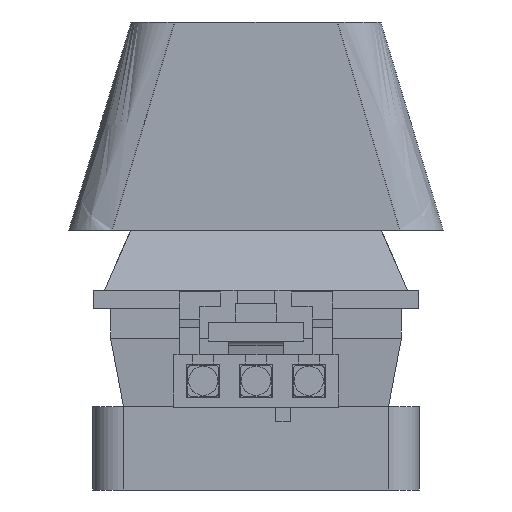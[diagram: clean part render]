
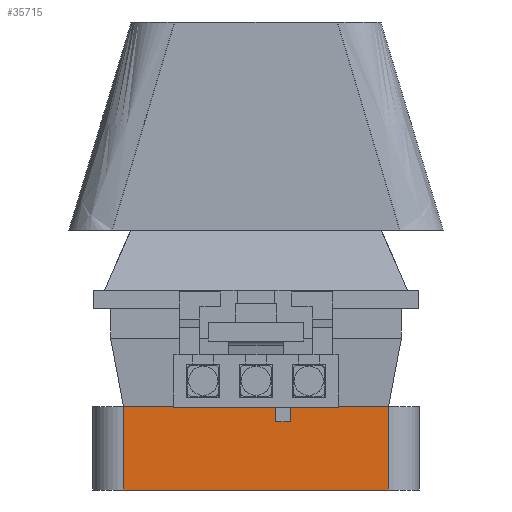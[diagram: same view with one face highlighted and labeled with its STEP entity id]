
A CAD part, front view. The second image highlights one B-rep face of the part: STEP entity #35715.
In plain terms, the highlighted planar face has unit normal (0, -1, 0).
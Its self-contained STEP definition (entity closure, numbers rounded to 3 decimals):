
#34675 = PLANE('',#34676);
#34676 = AXIS2_PLACEMENT_3D('',#34677,#34678,#34679);
#34677 = CARTESIAN_POINT('',(0.,-2.703,0.));
#34678 = DIRECTION('',(-0.,-0.,-1.));
#34679 = DIRECTION('',(-1.,0.,0.));
#34731 = PLANE('',#34732);
#34732 = AXIS2_PLACEMENT_3D('',#34733,#34734,#34735);
#34733 = CARTESIAN_POINT('',(0.,-2.703,-4.));
#34734 = DIRECTION('',(-0.,-0.,-1.));
#34735 = DIRECTION('',(-1.,0.,0.));
#34826 = VERTEX_POINT('',#34827);
#34827 = CARTESIAN_POINT('',(6.351,-13.236,0.));
#34842 = CYLINDRICAL_SURFACE('',#34843,1.5);
#34843 = AXIS2_PLACEMENT_3D('',#34844,#34845,#34846);
#34844 = CARTESIAN_POINT('',(6.351,-11.736,0.));
#34845 = DIRECTION('',(-0.,-0.,-1.));
#34846 = DIRECTION('',(1.,0.,0.));
#34854 = EDGE_CURVE('',#34826,#34855,#34857,.T.);
#34855 = VERTEX_POINT('',#34856);
#34856 = CARTESIAN_POINT('',(-6.351,-13.236,0.));
#34857 = SURFACE_CURVE('',#34858,(#34862,#34869),.PCURVE_S1.);
#34858 = LINE('',#34859,#34860);
#34859 = CARTESIAN_POINT('',(7.851,-13.236,0.));
#34860 = VECTOR('',#34861,1.);
#34861 = DIRECTION('',(-1.,0.,0.));
#34862 = PCURVE('',#34675,#34863);
#34863 = DEFINITIONAL_REPRESENTATION('',(#34864),#34868);
#34864 = LINE('',#34865,#34866);
#34865 = CARTESIAN_POINT('',(-7.851,-10.533));
#34866 = VECTOR('',#34867,1.);
#34867 = DIRECTION('',(1.,0.));
#34868 = ( GEOMETRIC_REPRESENTATION_CONTEXT(2) 
PARAMETRIC_REPRESENTATION_CONTEXT() REPRESENTATION_CONTEXT('2D SPACE',''
  ) );
#34869 = PCURVE('',#34870,#34875);
#34870 = PLANE('',#34871);
#34871 = AXIS2_PLACEMENT_3D('',#34872,#34873,#34874);
#34872 = CARTESIAN_POINT('',(7.851,-13.236,0.));
#34873 = DIRECTION('',(0.,1.,0.));
#34874 = DIRECTION('',(-1.,0.,0.));
#34875 = DEFINITIONAL_REPRESENTATION('',(#34876),#34880);
#34876 = LINE('',#34877,#34878);
#34877 = CARTESIAN_POINT('',(0.,0.));
#34878 = VECTOR('',#34879,1.);
#34879 = DIRECTION('',(1.,0.));
#34880 = ( GEOMETRIC_REPRESENTATION_CONTEXT(2) 
PARAMETRIC_REPRESENTATION_CONTEXT() REPRESENTATION_CONTEXT('2D SPACE',''
  ) );
#34903 = CYLINDRICAL_SURFACE('',#34904,1.5);
#34904 = AXIS2_PLACEMENT_3D('',#34905,#34906,#34907);
#34905 = CARTESIAN_POINT('',(-6.351,-11.736,0.));
#34906 = DIRECTION('',(-0.,-0.,-1.));
#34907 = DIRECTION('',(-1.,0.,0.));
#35312 = VERTEX_POINT('',#35313);
#35313 = CARTESIAN_POINT('',(6.351,-13.236,-4.));
#35335 = EDGE_CURVE('',#35312,#35336,#35338,.T.);
#35336 = VERTEX_POINT('',#35337);
#35337 = CARTESIAN_POINT('',(-6.351,-13.236,-4.));
#35338 = SURFACE_CURVE('',#35339,(#35343,#35350),.PCURVE_S1.);
#35339 = LINE('',#35340,#35341);
#35340 = CARTESIAN_POINT('',(7.851,-13.236,-4.));
#35341 = VECTOR('',#35342,1.);
#35342 = DIRECTION('',(-1.,0.,0.));
#35343 = PCURVE('',#34731,#35344);
#35344 = DEFINITIONAL_REPRESENTATION('',(#35345),#35349);
#35345 = LINE('',#35346,#35347);
#35346 = CARTESIAN_POINT('',(-7.851,-10.533));
#35347 = VECTOR('',#35348,1.);
#35348 = DIRECTION('',(1.,0.));
#35349 = ( GEOMETRIC_REPRESENTATION_CONTEXT(2) 
PARAMETRIC_REPRESENTATION_CONTEXT() REPRESENTATION_CONTEXT('2D SPACE',''
  ) );
#35350 = PCURVE('',#34870,#35351);
#35351 = DEFINITIONAL_REPRESENTATION('',(#35352),#35356);
#35352 = LINE('',#35353,#35354);
#35353 = CARTESIAN_POINT('',(0.,-4.));
#35354 = VECTOR('',#35355,1.);
#35355 = DIRECTION('',(1.,0.));
#35356 = ( GEOMETRIC_REPRESENTATION_CONTEXT(2) 
PARAMETRIC_REPRESENTATION_CONTEXT() REPRESENTATION_CONTEXT('2D SPACE',''
  ) );
#35666 = EDGE_CURVE('',#34855,#35336,#35667,.T.);
#35667 = SURFACE_CURVE('',#35668,(#35672,#35679),.PCURVE_S1.);
#35668 = LINE('',#35669,#35670);
#35669 = CARTESIAN_POINT('',(-6.351,-13.236,0.));
#35670 = VECTOR('',#35671,1.);
#35671 = DIRECTION('',(-0.,-0.,-1.));
#35672 = PCURVE('',#34903,#35673);
#35673 = DEFINITIONAL_REPRESENTATION('',(#35674),#35678);
#35674 = LINE('',#35675,#35676);
#35675 = CARTESIAN_POINT('',(-1.571,0.));
#35676 = VECTOR('',#35677,1.);
#35677 = DIRECTION('',(-0.,1.));
#35678 = ( GEOMETRIC_REPRESENTATION_CONTEXT(2) 
PARAMETRIC_REPRESENTATION_CONTEXT() REPRESENTATION_CONTEXT('2D SPACE',''
  ) );
#35679 = PCURVE('',#34870,#35680);
#35680 = DEFINITIONAL_REPRESENTATION('',(#35681),#35685);
#35681 = LINE('',#35682,#35683);
#35682 = CARTESIAN_POINT('',(14.203,0.));
#35683 = VECTOR('',#35684,1.);
#35684 = DIRECTION('',(0.,-1.));
#35685 = ( GEOMETRIC_REPRESENTATION_CONTEXT(2) 
PARAMETRIC_REPRESENTATION_CONTEXT() REPRESENTATION_CONTEXT('2D SPACE',''
  ) );
#35693 = EDGE_CURVE('',#34826,#35312,#35694,.T.);
#35694 = SURFACE_CURVE('',#35695,(#35699,#35706),.PCURVE_S1.);
#35695 = LINE('',#35696,#35697);
#35696 = CARTESIAN_POINT('',(6.351,-13.236,0.));
#35697 = VECTOR('',#35698,1.);
#35698 = DIRECTION('',(-0.,-0.,-1.));
#35699 = PCURVE('',#34842,#35700);
#35700 = DEFINITIONAL_REPRESENTATION('',(#35701),#35705);
#35701 = LINE('',#35702,#35703);
#35702 = CARTESIAN_POINT('',(1.571,0.));
#35703 = VECTOR('',#35704,1.);
#35704 = DIRECTION('',(0.,1.));
#35705 = ( GEOMETRIC_REPRESENTATION_CONTEXT(2) 
PARAMETRIC_REPRESENTATION_CONTEXT() REPRESENTATION_CONTEXT('2D SPACE',''
  ) );
#35706 = PCURVE('',#34870,#35707);
#35707 = DEFINITIONAL_REPRESENTATION('',(#35708),#35712);
#35708 = LINE('',#35709,#35710);
#35709 = CARTESIAN_POINT('',(1.5,0.));
#35710 = VECTOR('',#35711,1.);
#35711 = DIRECTION('',(0.,-1.));
#35712 = ( GEOMETRIC_REPRESENTATION_CONTEXT(2) 
PARAMETRIC_REPRESENTATION_CONTEXT() REPRESENTATION_CONTEXT('2D SPACE',''
  ) );
#35715 = ADVANCED_FACE('',(#35716),#34870,.F.);
#35716 = FACE_BOUND('',#35717,.F.);
#35717 = EDGE_LOOP('',(#35718,#35719,#35720,#35721));
#35718 = ORIENTED_EDGE('',*,*,#34854,.F.);
#35719 = ORIENTED_EDGE('',*,*,#35693,.T.);
#35720 = ORIENTED_EDGE('',*,*,#35335,.T.);
#35721 = ORIENTED_EDGE('',*,*,#35666,.F.);
